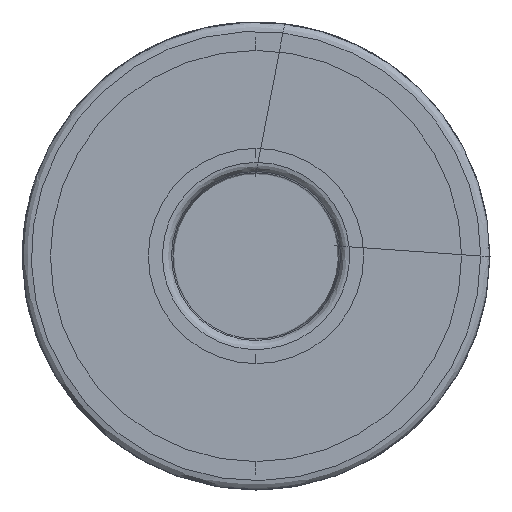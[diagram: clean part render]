
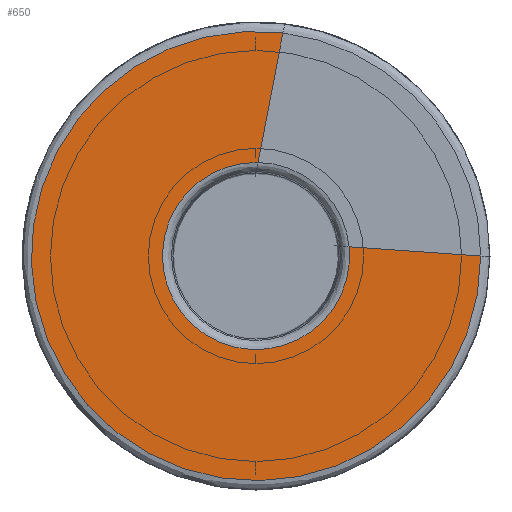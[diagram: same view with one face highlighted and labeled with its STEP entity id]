
A CAD part, left-side view. The second image highlights one B-rep face of the part: STEP entity #650.
In plain terms, the highlighted planar face has unit normal (-1, 0, 0).
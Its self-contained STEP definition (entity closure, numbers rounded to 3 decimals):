
#1 = AXIS2_PLACEMENT_3D ( 'NONE', #820, #130, #944 ) ;
#23 = VERTEX_POINT ( 'NONE', #1632 ) ;
#130 = DIRECTION ( 'NONE',  ( 1., 0., 0. ) ) ;
#141 = CARTESIAN_POINT ( 'NONE',  ( 0., -9.601, 0. ) ) ;
#185 = VECTOR ( 'NONE', #1054, 1000. ) ;
#246 = CIRCLE ( 'NONE', #1351, 3.998 ) ;
#260 = CARTESIAN_POINT ( 'NONE',  ( 0., -3.979, 0.393 ) ) ;
#308 = EDGE_CURVE ( 'NONE', #1209, #1107, #1032, .T. ) ;
#309 = LINE ( 'NONE', #1254, #923 ) ;
#323 = DIRECTION ( 'NONE',  ( 0., -0.998, -0.07 ) ) ;
#337 = ORIENTED_EDGE ( 'NONE', *, *, #308, .T. ) ;
#357 = DIRECTION ( 'NONE',  ( 0., -0.995, 0.098 ) ) ;
#361 = CARTESIAN_POINT ( 'NONE',  ( 0., -0.087, 3.997 ) ) ;
#403 = DIRECTION ( 'NONE',  ( 0., 0., -1. ) ) ;
#497 = VERTEX_POINT ( 'NONE', #141 ) ;
#527 = PLANE ( 'NONE',  #1105 ) ;
#627 = ORIENTED_EDGE ( 'NONE', *, *, #1664, .F. ) ;
#650 = ADVANCED_FACE ( 'NONE', ( #1007 ), #527, .F. ) ;
#820 = CARTESIAN_POINT ( 'NONE',  ( 0., 0., 0. ) ) ;
#839 = EDGE_LOOP ( 'NONE', ( #1611, #627, #1575, #337 ) ) ;
#923 = VECTOR ( 'NONE', #323, 1000. ) ;
#944 = DIRECTION ( 'NONE',  ( 0., -1., 0. ) ) ;
#1007 = FACE_OUTER_BOUND ( 'NONE', #839, .T. ) ;
#1014 = CIRCLE ( 'NONE', #1, 9.601 ) ;
#1032 = LINE ( 'NONE', #1084, #185 ) ;
#1054 = DIRECTION ( 'NONE',  ( 0., -0.189, 0.982 ) ) ;
#1084 = CARTESIAN_POINT ( 'NONE',  ( 0., -0.087, 3.997 ) ) ;
#1105 = AXIS2_PLACEMENT_3D ( 'NONE', #260, #1458, #403 ) ;
#1107 = VERTEX_POINT ( 'NONE', #1679 ) ;
#1148 = CARTESIAN_POINT ( 'NONE',  ( 0., 0., 0. ) ) ;
#1173 = EDGE_CURVE ( 'NONE', #23, #1209, #246, .T. ) ;
#1209 = VERTEX_POINT ( 'NONE', #361 ) ;
#1254 = CARTESIAN_POINT ( 'NONE',  ( 0., -3.979, 0.393 ) ) ;
#1351 = AXIS2_PLACEMENT_3D ( 'NONE', #1148, #1683, #357 ) ;
#1458 = DIRECTION ( 'NONE',  ( 1., 0., 0. ) ) ;
#1475 = EDGE_CURVE ( 'NONE', #497, #1107, #1014, .T. ) ;
#1575 = ORIENTED_EDGE ( 'NONE', *, *, #1173, .T. ) ;
#1611 = ORIENTED_EDGE ( 'NONE', *, *, #1475, .F. ) ;
#1632 = CARTESIAN_POINT ( 'NONE',  ( 0., -3.979, 0.393 ) ) ;
#1664 = EDGE_CURVE ( 'NONE', #23, #497, #309, .T. ) ;
#1679 = CARTESIAN_POINT ( 'NONE',  ( 0., -1.151, 9.532 ) ) ;
#1683 = DIRECTION ( 'NONE',  ( 1., 0., 0. ) ) ;
